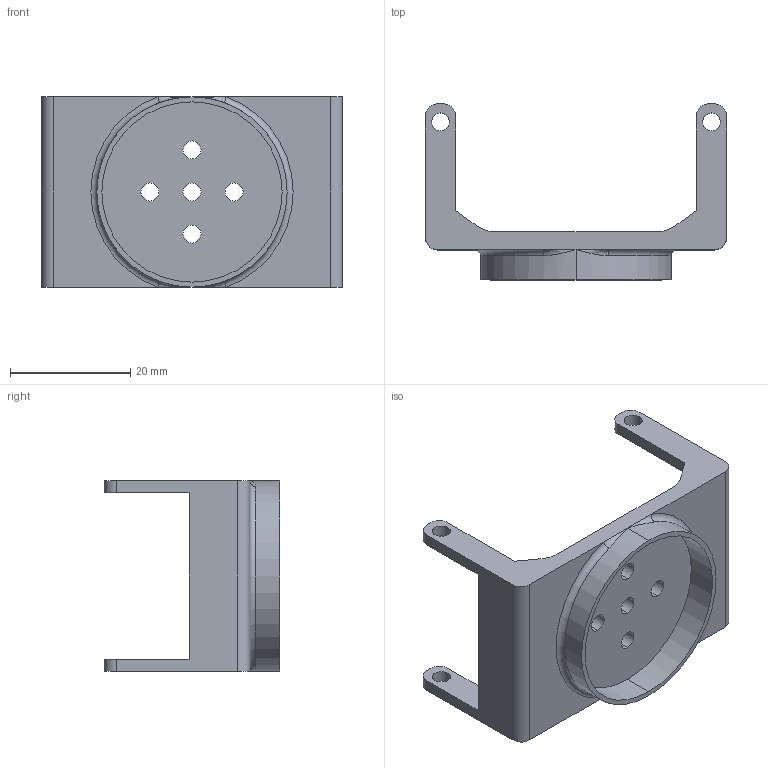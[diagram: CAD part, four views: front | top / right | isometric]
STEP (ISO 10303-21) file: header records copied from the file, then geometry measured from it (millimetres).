
FILE_DESCRIPTION (( 'STEP AP203' ), '1' );
FILE_NAME ('base.STEP', '2023-09-26T07:06:05', ( '' ), ( '' ), 'SwSTEP 2.0', 'SolidWorks 2018', '' );
FILE_SCHEMA (( 'CONFIG_CONTROL_DESIGN' ));
Length unit declared in the file: millimetre
Products named in the file (1): Pièce2
Bounding box: 50.1 x 29.26 x 31.66 mm (x, y, z)
Volume: 7838.3 mm3; surface area: 6213.9 mm2
Topology: 1 solids, 1 shells, 63 faces, 176 edges, 112 vertices
Faces by surface type: cylinder 34, plane 23, bspline 4, torus 2
Entity records: 2257 total; most frequent: CARTESIAN_POINT 500, DIRECTION 362, ORIENTED_EDGE 344, EDGE_CURVE 172, AXIS2_PLACEMENT_3D 134, VERTEX_POINT 112, LINE 94, VECTOR 94
